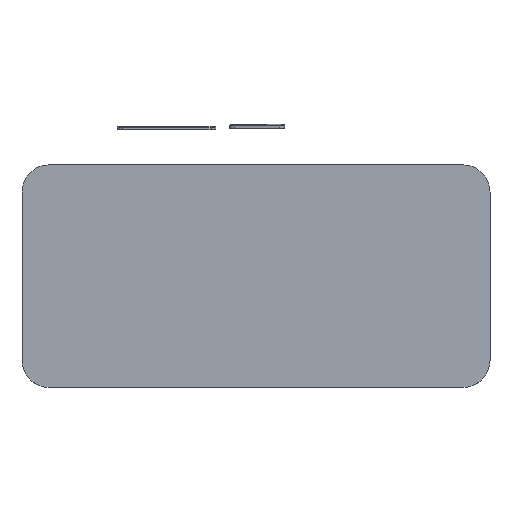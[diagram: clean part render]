
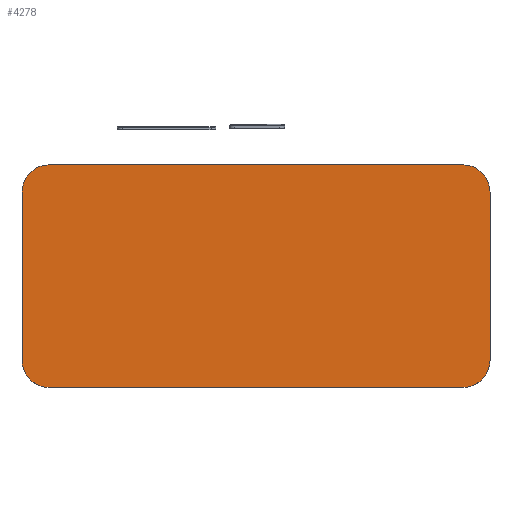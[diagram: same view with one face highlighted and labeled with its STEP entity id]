
A CAD part, top view. The second image highlights one B-rep face of the part: STEP entity #4278.
In plain terms, the highlighted planar face has unit normal (0, 0, 1).
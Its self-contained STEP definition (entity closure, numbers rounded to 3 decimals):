
#15 = FACE_OUTER_BOUND ( 'NONE', #4425, .T. ) ;
#72 = VERTEX_POINT ( 'NONE', #113 ) ;
#79 = AXIS2_PLACEMENT_3D ( 'NONE', #2835, #3519, #413 ) ;
#113 = CARTESIAN_POINT ( 'NONE',  ( -85.944, 30.897, 7.1 ) ) ;
#202 = EDGE_CURVE ( 'NONE', #271, #3895, #1257, .T. ) ;
#271 = VERTEX_POINT ( 'NONE', #1191 ) ;
#308 = LINE ( 'NONE', #2305, #2537 ) ;
#317 = EDGE_CURVE ( 'NONE', #3074, #2795, #3671, .T. ) ;
#330 = VECTOR ( 'NONE', #3625, 1000. ) ;
#392 = CARTESIAN_POINT ( 'NONE',  ( 85.944, 30.897, 7.1 ) ) ;
#394 = CARTESIAN_POINT ( 'NONE',  ( -75.944, 40.897, 7.1 ) ) ;
#413 = DIRECTION ( 'NONE',  ( -1., 0., 0. ) ) ;
#424 = CARTESIAN_POINT ( 'NONE',  ( -85.944, -30.897, 7.1 ) ) ;
#453 = DIRECTION ( 'NONE',  ( -1., 0., 0. ) ) ;
#504 = ORIENTED_EDGE ( 'NONE', *, *, #1889, .T. ) ;
#522 = CARTESIAN_POINT ( 'NONE',  ( -75.944, -30.897, 7.1 ) ) ;
#544 = DIRECTION ( 'NONE',  ( 0., 0., 1. ) ) ;
#585 = ORIENTED_EDGE ( 'NONE', *, *, #4031, .T. ) ;
#683 = CARTESIAN_POINT ( 'NONE',  ( -75.944, -40.897, 7.1 ) ) ;
#763 = CARTESIAN_POINT ( 'NONE',  ( 75.944, -40.897, 7.1 ) ) ;
#778 = ORIENTED_EDGE ( 'NONE', *, *, #4140, .T. ) ;
#853 = CARTESIAN_POINT ( 'NONE',  ( 85.944, -30.897, 7.1 ) ) ;
#1007 = DIRECTION ( 'NONE',  ( 1., 0., 0. ) ) ;
#1019 = CARTESIAN_POINT ( 'NONE',  ( 75.944, 40.897, 7.1 ) ) ;
#1055 = LINE ( 'NONE', #424, #4423 ) ;
#1097 = DIRECTION ( 'NONE',  ( 0., -1., 0. ) ) ;
#1191 = CARTESIAN_POINT ( 'NONE',  ( -85.944, -30.897, 7.1 ) ) ;
#1220 = ORIENTED_EDGE ( 'NONE', *, *, #317, .T. ) ;
#1226 = AXIS2_PLACEMENT_3D ( 'NONE', #4204, #1724, #3530 ) ;
#1257 = CIRCLE ( 'NONE', #3157, 10. ) ;
#1312 = VERTEX_POINT ( 'NONE', #1019 ) ;
#1317 = DIRECTION ( 'NONE',  ( -1., 0., 0. ) ) ;
#1366 = VECTOR ( 'NONE', #2070, 1000. ) ;
#1581 = VERTEX_POINT ( 'NONE', #394 ) ;
#1599 = CARTESIAN_POINT ( 'NONE',  ( 85.944, -30.897, 7.1 ) ) ;
#1724 = DIRECTION ( 'NONE',  ( 0., 0., -1. ) ) ;
#1823 = DIRECTION ( 'NONE',  ( 0., 0., 1. ) ) ;
#1889 = EDGE_CURVE ( 'NONE', #1581, #72, #3425, .T. ) ;
#2046 = LINE ( 'NONE', #3197, #1366 ) ;
#2063 = ORIENTED_EDGE ( 'NONE', *, *, #202, .T. ) ;
#2070 = DIRECTION ( 'NONE',  ( 1., 0., 0. ) ) ;
#2284 = EDGE_CURVE ( 'NONE', #4267, #3074, #3294, .T. ) ;
#2296 = ORIENTED_EDGE ( 'NONE', *, *, #4318, .T. ) ;
#2305 = CARTESIAN_POINT ( 'NONE',  ( -75.944, 40.897, 7.1 ) ) ;
#2537 = VECTOR ( 'NONE', #1317, 1000. ) ;
#2703 = ORIENTED_EDGE ( 'NONE', *, *, #4187, .T. ) ;
#2795 = VERTEX_POINT ( 'NONE', #392 ) ;
#2835 = CARTESIAN_POINT ( 'NONE',  ( 75.944, 30.897, 7.1 ) ) ;
#3074 = VERTEX_POINT ( 'NONE', #1599 ) ;
#3084 = CARTESIAN_POINT ( 'NONE',  ( 75.944, -30.897, 7.1 ) ) ;
#3105 = PLANE ( 'NONE',  #1226 ) ;
#3157 = AXIS2_PLACEMENT_3D ( 'NONE', #522, #544, #4030 ) ;
#3197 = CARTESIAN_POINT ( 'NONE',  ( -75.944, -40.897, 7.1 ) ) ;
#3294 = CIRCLE ( 'NONE', #3721, 10. ) ;
#3425 = CIRCLE ( 'NONE', #4294, 10. ) ;
#3487 = CARTESIAN_POINT ( 'NONE',  ( -75.944, 30.897, 7.1 ) ) ;
#3519 = DIRECTION ( 'NONE',  ( 0., 0., 1. ) ) ;
#3530 = DIRECTION ( 'NONE',  ( -1., 0., 0. ) ) ;
#3625 = DIRECTION ( 'NONE',  ( 0., 1., 0. ) ) ;
#3671 = LINE ( 'NONE', #853, #330 ) ;
#3721 = AXIS2_PLACEMENT_3D ( 'NONE', #3084, #4464, #1007 ) ;
#3836 = ORIENTED_EDGE ( 'NONE', *, *, #2284, .T. ) ;
#3895 = VERTEX_POINT ( 'NONE', #683 ) ;
#4030 = DIRECTION ( 'NONE',  ( -1., 0., 0. ) ) ;
#4031 = EDGE_CURVE ( 'NONE', #2795, #1312, #4275, .T. ) ;
#4140 = EDGE_CURVE ( 'NONE', #1312, #1581, #308, .T. ) ;
#4187 = EDGE_CURVE ( 'NONE', #3895, #4267, #2046, .T. ) ;
#4204 = CARTESIAN_POINT ( 'NONE',  ( -75.944, 30.897, 7.1 ) ) ;
#4267 = VERTEX_POINT ( 'NONE', #763 ) ;
#4275 = CIRCLE ( 'NONE', #79, 10. ) ;
#4278 = ADVANCED_FACE ( 'NONE', ( #15 ), #3105, .F. ) ;
#4294 = AXIS2_PLACEMENT_3D ( 'NONE', #3487, #1823, #453 ) ;
#4318 = EDGE_CURVE ( 'NONE', #72, #271, #1055, .T. ) ;
#4423 = VECTOR ( 'NONE', #1097, 1000. ) ;
#4425 = EDGE_LOOP ( 'NONE', ( #504, #2296, #2063, #2703, #3836, #1220, #585, #778 ) ) ;
#4464 = DIRECTION ( 'NONE',  ( 0., 0., 1. ) ) ;
